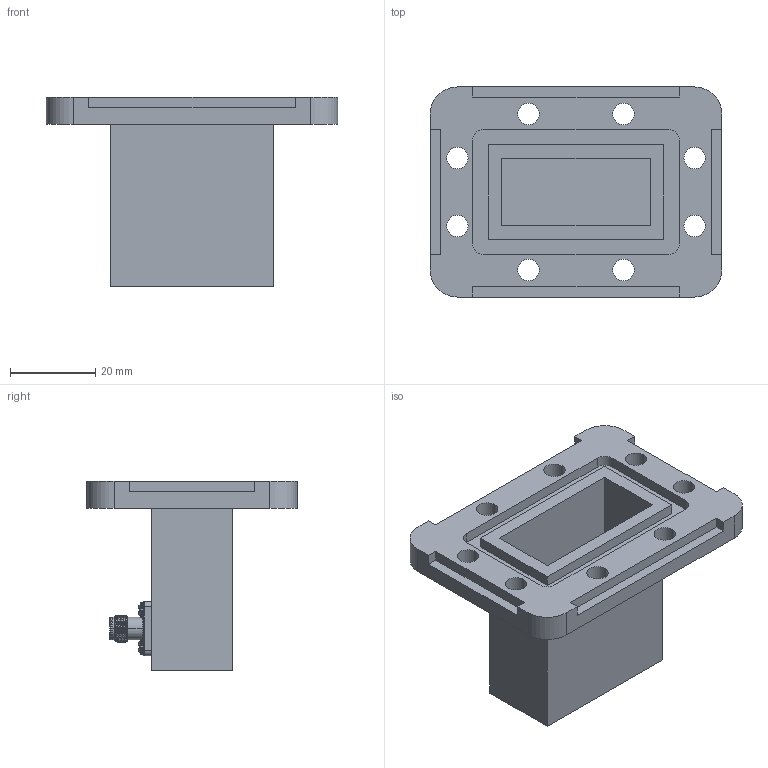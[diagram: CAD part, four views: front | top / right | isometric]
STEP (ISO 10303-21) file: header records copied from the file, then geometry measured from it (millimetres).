
FILE_DESCRIPTION (( 'STEP AP214' ), '1' );
FILE_NAME ('PEWCA1050.step', '2021-05-20T17:07:42', ( '' ), ( '' ), 'SwSTEP 2.0', 'SolidWorks 2020', '' );
FILE_SCHEMA (( 'AUTOMOTIVE_DESIGN' ));
Length unit declared in the file: inch
Products named in the file (3): PEWCA1050; SMA FEMALE
Assembly tree (2 placements, depth 2):
  PEWCA1050
    PEWCA1050
    SMA FEMALE
Bounding box: 68.25 x 49.2 x 44.45 mm (x, y, z)
Volume: 23402.6 mm3; surface area: 19647.1 mm2
Topology: 12 solids, 12 shells, 538 faces, 1418 edges, 934 vertices
Faces by surface type: plane 225, cylinder 181, cone 66, bspline 62, torus 4
Entity records: 30262 total; most frequent: CARTESIAN_POINT 16475, ORIENTED_EDGE 2836, DIRECTION 2298, EDGE_CURVE 1418, VERTEX_POINT 934, AXIS2_PLACEMENT_3D 871, EDGE_LOOP 596, VECTOR 556
